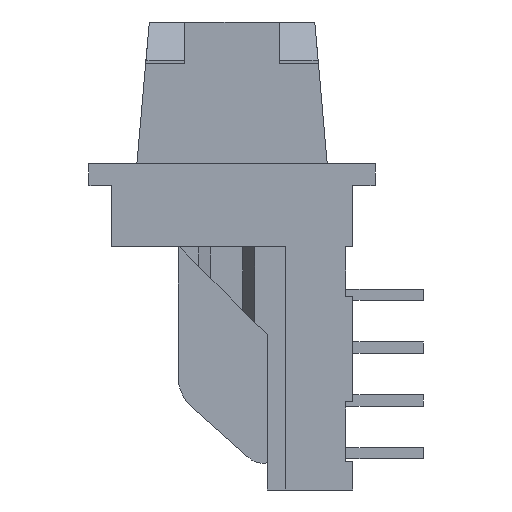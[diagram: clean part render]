
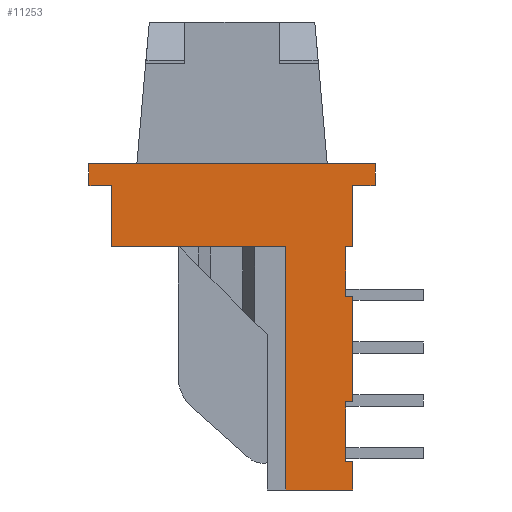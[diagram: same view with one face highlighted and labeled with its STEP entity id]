
A CAD part, left-side view. The second image highlights one B-rep face of the part: STEP entity #11253.
In plain terms, the highlighted planar face has unit normal (-1, 0, 0).
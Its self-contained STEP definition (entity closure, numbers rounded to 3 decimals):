
#72=DIRECTION('',(0.,1.,0.));
#73=VECTOR('',#72,0.254);
#74=CARTESIAN_POINT('',(-31.941,-4.343,-9.779));
#75=LINE('',#74,#73);
#76=DIRECTION('',(0.,-1.,0.));
#77=VECTOR('',#76,0.254);
#78=CARTESIAN_POINT('',(-31.941,-4.089,-13.589));
#79=LINE('',#78,#77);
#80=DIRECTION('',(0.,0.,1.));
#81=VECTOR('',#80,2.159);
#82=CARTESIAN_POINT('',(-31.941,-4.089,-15.748));
#83=LINE('',#82,#81);
#84=DIRECTION('',(0.,1.,0.));
#85=VECTOR('',#84,0.254);
#86=CARTESIAN_POINT('',(-31.941,-4.343,-15.748));
#87=LINE('',#86,#85);
#88=DIRECTION('',(0.,1.,0.));
#89=VECTOR('',#88,6.274);
#90=CARTESIAN_POINT('',(-31.941,-1.93,-8.001));
#91=LINE('',#90,#89);
#92=DIRECTION('',(0.,0.,1.));
#93=VECTOR('',#92,2.21);
#94=CARTESIAN_POINT('',(-31.941,4.343,-8.001));
#95=LINE('',#94,#93);
#96=DIRECTION('',(0.,1.,0.));
#97=VECTOR('',#96,0.813);
#98=CARTESIAN_POINT('',(-31.941,4.343,-5.791));
#99=LINE('',#98,#97);
#100=DIRECTION('',(0.,0.,1.));
#101=VECTOR('',#100,0.787);
#102=CARTESIAN_POINT('',(-31.941,5.156,-5.791));
#103=LINE('',#102,#101);
#104=DIRECTION('',(0.,-1.,0.));
#105=VECTOR('',#104,10.312);
#106=CARTESIAN_POINT('',(-31.941,5.156,-5.004));
#107=LINE('',#106,#105);
#108=DIRECTION('',(0.,0.,-1.));
#109=VECTOR('',#108,0.787);
#110=CARTESIAN_POINT('',(-31.941,-5.156,-5.004));
#111=LINE('',#110,#109);
#112=DIRECTION('',(0.,1.,0.));
#113=VECTOR('',#112,0.813);
#114=CARTESIAN_POINT('',(-31.941,-5.156,-5.791));
#115=LINE('',#114,#113);
#116=DIRECTION('',(0.,-1.,0.));
#117=VECTOR('',#116,0.254);
#118=CARTESIAN_POINT('',(-31.941,-4.089,-8.001));
#119=LINE('',#118,#117);
#120=DIRECTION('',(0.,0.,1.));
#121=VECTOR('',#120,1.778);
#122=CARTESIAN_POINT('',(-31.941,-4.089,-9.779));
#123=LINE('',#122,#121);
#573=DIRECTION('',(0.,0.,1.));
#574=VECTOR('',#573,3.81);
#575=CARTESIAN_POINT('',(-31.941,-4.343,-13.589));
#576=LINE('',#575,#574);
#585=DIRECTION('',(0.,0.,1.));
#586=VECTOR('',#585,2.21);
#587=CARTESIAN_POINT('',(-31.941,-4.343,-8.001));
#588=LINE('',#587,#586);
#601=DIRECTION('',(0.,0.,1.));
#602=VECTOR('',#601,1.016);
#603=CARTESIAN_POINT('',(-31.941,-4.343,-16.764));
#604=LINE('',#603,#602);
#753=DIRECTION('',(0.,1.,0.));
#754=VECTOR('',#753,2.413);
#755=CARTESIAN_POINT('',(-31.941,-4.343,-16.764));
#756=LINE('',#755,#754);
#4351=DIRECTION('',(0.,0.,-1.));
#4352=VECTOR('',#4351,8.763);
#4353=CARTESIAN_POINT('',(-31.941,-1.93,-8.001));
#4354=LINE('',#4353,#4352);
#8446=CARTESIAN_POINT('',(-31.941,4.343,-8.001));
#8447=CARTESIAN_POINT('',(-31.941,4.343,-5.791));
#8448=VERTEX_POINT('',#8446);
#8449=VERTEX_POINT('',#8447);
#8450=CARTESIAN_POINT('',(-31.941,5.156,-5.791));
#8451=VERTEX_POINT('',#8450);
#8452=CARTESIAN_POINT('',(-31.941,5.156,-5.004));
#8453=VERTEX_POINT('',#8452);
#8454=CARTESIAN_POINT('',(-31.941,-5.156,-5.004));
#8455=VERTEX_POINT('',#8454);
#8456=CARTESIAN_POINT('',(-31.941,-5.156,-5.791));
#8457=VERTEX_POINT('',#8456);
#8458=CARTESIAN_POINT('',(-31.941,-4.343,-5.791));
#8459=VERTEX_POINT('',#8458);
#9442=CARTESIAN_POINT('',(-31.941,-4.343,-16.764));
#9443=CARTESIAN_POINT('',(-31.941,-1.93,-16.764));
#9444=VERTEX_POINT('',#9442);
#9445=VERTEX_POINT('',#9443);
#9450=CARTESIAN_POINT('',(-31.941,-1.93,-8.001));
#9452=VERTEX_POINT('',#9450);
#9456=CARTESIAN_POINT('',(-31.941,-4.343,-9.779));
#9457=CARTESIAN_POINT('',(-31.941,-4.089,-9.779));
#9458=VERTEX_POINT('',#9456);
#9459=VERTEX_POINT('',#9457);
#9460=CARTESIAN_POINT('',(-31.941,-4.089,-8.001));
#9461=VERTEX_POINT('',#9460);
#9462=CARTESIAN_POINT('',(-31.941,-4.343,-15.748));
#9463=CARTESIAN_POINT('',(-31.941,-4.089,-15.748));
#9464=VERTEX_POINT('',#9462);
#9465=VERTEX_POINT('',#9463);
#9466=CARTESIAN_POINT('',(-31.941,-4.089,-13.589));
#9467=VERTEX_POINT('',#9466);
#9468=CARTESIAN_POINT('',(-31.941,-4.343,-13.589));
#9469=VERTEX_POINT('',#9468);
#9720=CARTESIAN_POINT('',(-31.941,-4.343,-8.001));
#9721=VERTEX_POINT('',#9720);
#11210=CARTESIAN_POINT('',(-31.941,0.,0.));
#11211=DIRECTION('',(1.,0.,0.));
#11212=DIRECTION('',(0.,-1.,0.));
#11213=AXIS2_PLACEMENT_3D('',#11210,#11211,#11212);
#11214=PLANE('',#11213);
#11216=ORIENTED_EDGE('',*,*,#11215,.F.);
#11218=ORIENTED_EDGE('',*,*,#11217,.F.);
#11220=ORIENTED_EDGE('',*,*,#11219,.F.);
#11222=ORIENTED_EDGE('',*,*,#11221,.F.);
#11224=ORIENTED_EDGE('',*,*,#11223,.F.);
#11226=ORIENTED_EDGE('',*,*,#11225,.F.);
#11228=ORIENTED_EDGE('',*,*,#11227,.T.);
#11230=ORIENTED_EDGE('',*,*,#11229,.F.);
#11232=ORIENTED_EDGE('',*,*,#11231,.T.);
#11234=ORIENTED_EDGE('',*,*,#11233,.T.);
#11236=ORIENTED_EDGE('',*,*,#11235,.T.);
#11238=ORIENTED_EDGE('',*,*,#11237,.T.);
#11240=ORIENTED_EDGE('',*,*,#11239,.T.);
#11242=ORIENTED_EDGE('',*,*,#11241,.T.);
#11244=ORIENTED_EDGE('',*,*,#11243,.T.);
#11246=ORIENTED_EDGE('',*,*,#11245,.F.);
#11248=ORIENTED_EDGE('',*,*,#11247,.F.);
#11250=ORIENTED_EDGE('',*,*,#11249,.F.);
#11251=EDGE_LOOP('',(#11216,#11218,#11220,#11222,#11224,#11226,#11228,#11230,
#11232,#11234,#11236,#11238,#11240,#11242,#11244,#11246,#11248,#11250));
#11252=FACE_OUTER_BOUND('',#11251,.F.);
#11253=ADVANCED_FACE('',(#11252),#11214,.F.);
#11215=EDGE_CURVE('',#9458,#9459,#75,.T.);
#11217=EDGE_CURVE('',#9469,#9458,#576,.T.);
#11219=EDGE_CURVE('',#9467,#9469,#79,.T.);
#11221=EDGE_CURVE('',#9465,#9467,#83,.T.);
#11223=EDGE_CURVE('',#9464,#9465,#87,.T.);
#11225=EDGE_CURVE('',#9444,#9464,#604,.T.);
#11227=EDGE_CURVE('',#9444,#9445,#756,.T.);
#11229=EDGE_CURVE('',#9452,#9445,#4354,.T.);
#11231=EDGE_CURVE('',#9452,#8448,#91,.T.);
#11233=EDGE_CURVE('',#8448,#8449,#95,.T.);
#11235=EDGE_CURVE('',#8449,#8451,#99,.T.);
#11237=EDGE_CURVE('',#8451,#8453,#103,.T.);
#11239=EDGE_CURVE('',#8453,#8455,#107,.T.);
#11241=EDGE_CURVE('',#8455,#8457,#111,.T.);
#11243=EDGE_CURVE('',#8457,#8459,#115,.T.);
#11245=EDGE_CURVE('',#9721,#8459,#588,.T.);
#11247=EDGE_CURVE('',#9461,#9721,#119,.T.);
#11249=EDGE_CURVE('',#9459,#9461,#123,.T.);
